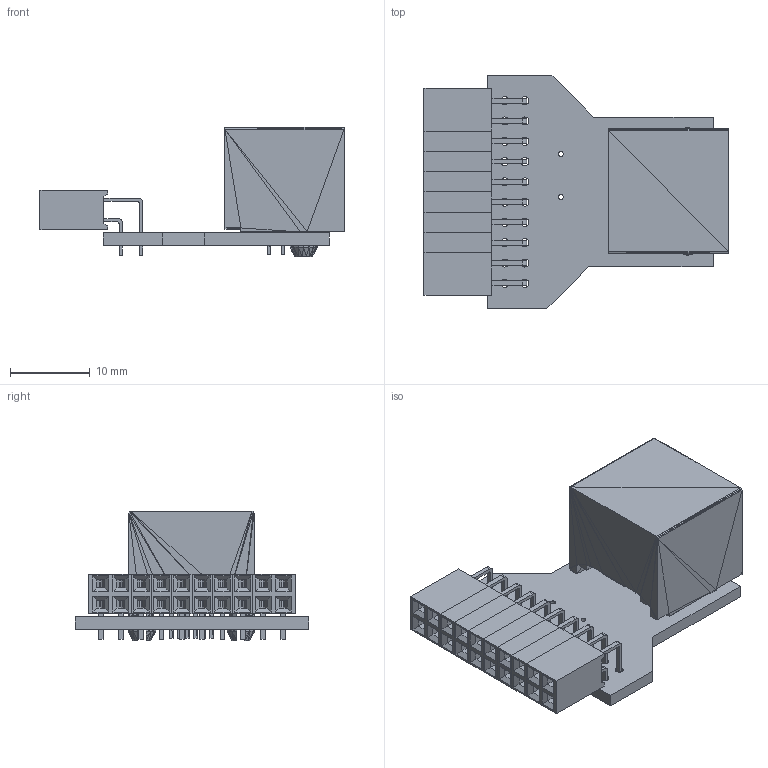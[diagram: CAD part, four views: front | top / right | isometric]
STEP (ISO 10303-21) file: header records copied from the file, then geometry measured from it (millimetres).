
FILE_DESCRIPTION(('for SolidWorks'),'2;1');
FILE_NAME( 'mcp2jlink.step', '2020-10-27T18:19:00',('user'),(''),'Open CASCADE STEP processor 6.6', 'DipTrace','Unknown');
FILE_SCHEMA(('AUTOMOTIVE_DESIGN { 1 0 10303 214 1 1 1 1 }'));
Length unit declared in the file: millimetre
Products named in the file (4): PCB_mcp2jlink; Board_mcp2jlink; hdrf-2x10th_2.54x2.54_26x13; 43860-0002
Assembly tree (3 placements, depth 2):
  PCB_mcp2jlink
    Board_mcp2jlink
    hdrf-2x10th_2.54x2.54_26x13
    43860-0002
Bounding box: 38.06 x 29.21 x 16.27 mm (x, y, z)
Volume: 956 mm3; surface area: 5773.7 mm2
Topology: 1 solids, 12 shells, 2075 faces, 3790 edges, 1777 vertices
Faces by surface type: plane 2004, cylinder 71
Full cylindrical faces by diameter (mm): 0.6 x3, 0.89 x6, 1 x20, 3.25 x2
Entity records: 61455 total; most frequent: DIRECTION 8090, CARTESIAN_POINT 7646, ORIENTED_EDGE 7580, EDGE_CURVE 3790, LINE 3648, VECTOR 3648, AXIS2_PLACEMENT_3D 2221, FACE_BOUND 2177
